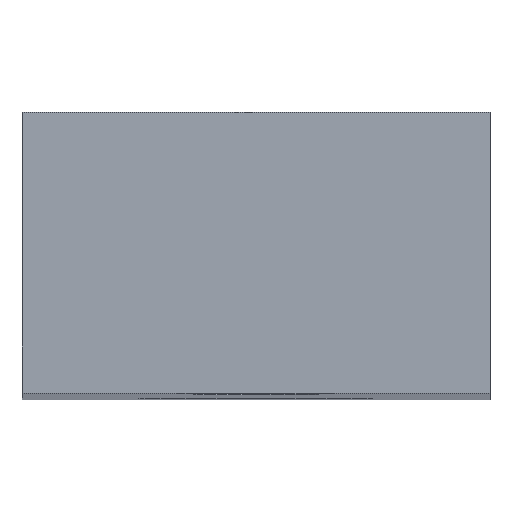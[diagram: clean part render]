
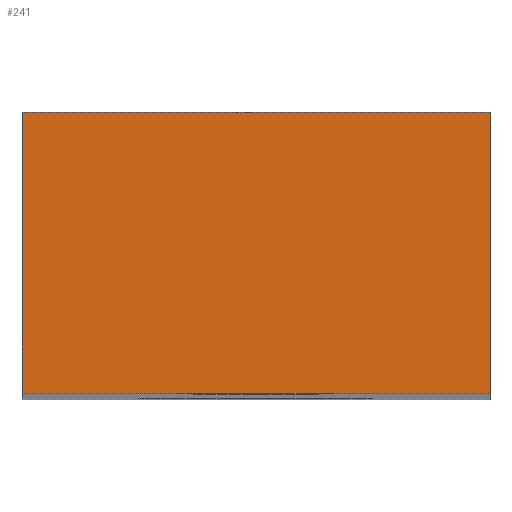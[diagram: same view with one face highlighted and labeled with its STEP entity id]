
A CAD part, top view. The second image highlights one B-rep face of the part: STEP entity #241.
In plain terms, the highlighted planar face has unit normal (0, 0, 1).
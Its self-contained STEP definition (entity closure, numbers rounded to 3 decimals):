
#26=PLANE('',#279);
#39=FACE_OUTER_BOUND('',#54,.T.);
#54=EDGE_LOOP('',(#191,#192,#193,#194));
#76=LINE('',#396,#94);
#77=LINE('',#398,#95);
#78=LINE('',#400,#96);
#79=LINE('',#401,#97);
#94=VECTOR('',#330,10.);
#95=VECTOR('',#331,10.);
#96=VECTOR('',#332,10.);
#97=VECTOR('',#333,10.);
#129=VERTEX_POINT('',#394);
#130=VERTEX_POINT('',#395);
#131=VERTEX_POINT('',#397);
#132=VERTEX_POINT('',#399);
#154=EDGE_CURVE('',#129,#130,#76,.T.);
#155=EDGE_CURVE('',#129,#131,#77,.T.);
#156=EDGE_CURVE('',#132,#131,#78,.T.);
#157=EDGE_CURVE('',#130,#132,#79,.T.);
#191=ORIENTED_EDGE('',*,*,#154,.F.);
#192=ORIENTED_EDGE('',*,*,#155,.T.);
#193=ORIENTED_EDGE('',*,*,#156,.F.);
#194=ORIENTED_EDGE('',*,*,#157,.F.);
#241=ADVANCED_FACE('',(#39),#26,.T.);
#279=AXIS2_PLACEMENT_3D('',#393,#328,#329);
#328=DIRECTION('center_axis',(0.,0.,1.));
#329=DIRECTION('ref_axis',(-1.,0.,0.));
#330=DIRECTION('',(1.,0.,0.));
#331=DIRECTION('',(0.,-1.,0.));
#332=DIRECTION('',(-1.,0.,0.));
#333=DIRECTION('',(0.,-1.,0.));
#393=CARTESIAN_POINT('Origin',(15.,0.,120.));
#394=CARTESIAN_POINT('',(-15.,0.,120.));
#395=CARTESIAN_POINT('',(15.,0.,120.));
#396=CARTESIAN_POINT('',(-15.,0.,120.));
#397=CARTESIAN_POINT('',(-15.,-18.,120.));
#398=CARTESIAN_POINT('',(-15.,0.,120.));
#399=CARTESIAN_POINT('',(15.,-18.,120.));
#400=CARTESIAN_POINT('',(-15.,-18.,120.));
#401=CARTESIAN_POINT('',(15.,0.,120.));
